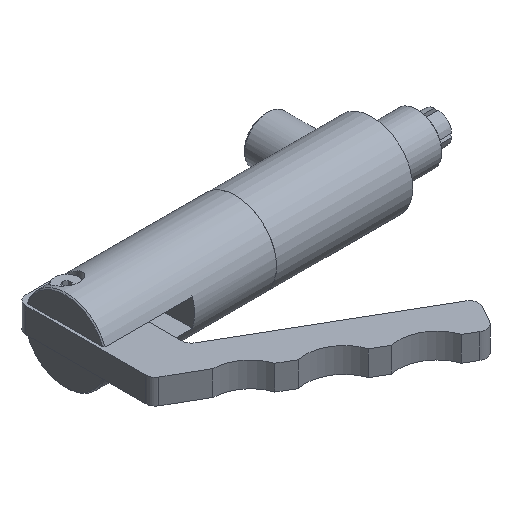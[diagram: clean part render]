
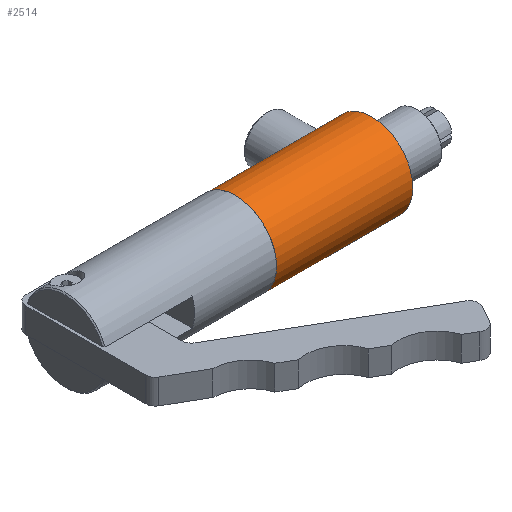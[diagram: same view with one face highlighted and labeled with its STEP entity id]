
A CAD part, isometric view. The second image highlights one B-rep face of the part: STEP entity #2514.
In plain terms, the highlighted cylindrical face has radius 13.462 mm (diameter 26.924 mm), a full revolution.
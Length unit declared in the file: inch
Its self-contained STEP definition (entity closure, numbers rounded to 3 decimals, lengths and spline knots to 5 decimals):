
#70=B_SPLINE_CURVE_WITH_KNOTS('',3,(#4187,#4188,#4189,#4190,#4191,#4192,
#4193,#4194,#4195,#4196,#4197,#4198,#4199,#4200,#4201,#4202,#4203,#4204,
#4205,#4206,#4207,#4208,#4209,#4210,#4211,#4212),.UNSPECIFIED.,.F.,.F.,
(4,2,2,2,2,2,2,2,2,2,2,2,4),(0.,0.29456,0.58913,0.88228,
1.17543,1.46859,1.76174,2.0563,2.35087,
2.64543,2.93999,3.23315,3.5263),
 .UNSPECIFIED.);
#71=B_SPLINE_CURVE_WITH_KNOTS('',3,(#4213,#4214,#4215,#4216,#4217,#4218,
#4219,#4220,#4221,#4222),.UNSPECIFIED.,.F.,.F.,(4,2,2,2,4),(3.5263,
3.81945,4.11261,4.40717,4.70174),
 .UNSPECIFIED.);
#84=FACE_BOUND('',#423,.T.);
#282=FACE_OUTER_BOUND('',#422,.T.);
#422=EDGE_LOOP('',(#2218,#2219,#2220,#2221,#2222,#2223));
#423=EDGE_LOOP('',(#2224,#2225));
#624=LINE('',#4335,#841);
#841=VECTOR('',#3333,0.53);
#969=CIRCLE('',#2741,0.53);
#970=CIRCLE('',#2742,0.53);
#971=CIRCLE('',#2744,0.53);
#972=CIRCLE('',#2745,0.53);
#1170=VERTEX_POINT('',#4184);
#1171=VERTEX_POINT('',#4186);
#1204=VERTEX_POINT('',#4326);
#1205=VERTEX_POINT('',#4327);
#1206=VERTEX_POINT('',#4331);
#1207=VERTEX_POINT('',#4332);
#1505=EDGE_CURVE('',#1171,#1170,#70,.T.);
#1506=EDGE_CURVE('',#1170,#1171,#71,.T.);
#1552=EDGE_CURVE('',#1204,#1205,#969,.T.);
#1553=EDGE_CURVE('',#1205,#1204,#970,.T.);
#1554=EDGE_CURVE('',#1206,#1207,#971,.T.);
#1555=EDGE_CURVE('',#1207,#1206,#972,.T.);
#1556=EDGE_CURVE('',#1207,#1205,#624,.T.);
#2218=ORIENTED_EDGE('',*,*,#1554,.F.);
#2219=ORIENTED_EDGE('',*,*,#1555,.F.);
#2220=ORIENTED_EDGE('',*,*,#1556,.T.);
#2221=ORIENTED_EDGE('',*,*,#1553,.T.);
#2222=ORIENTED_EDGE('',*,*,#1552,.T.);
#2223=ORIENTED_EDGE('',*,*,#1556,.F.);
#2224=ORIENTED_EDGE('',*,*,#1505,.T.);
#2225=ORIENTED_EDGE('',*,*,#1506,.T.);
#2406=CYLINDRICAL_SURFACE('',#2743,0.53);
#2514=ADVANCED_FACE('',(#282,#84),#2406,.T.);
#2741=AXIS2_PLACEMENT_3D('',#4328,#3323,#3324);
#2742=AXIS2_PLACEMENT_3D('',#4329,#3325,#3326);
#2743=AXIS2_PLACEMENT_3D('',#4330,#3327,#3328);
#2744=AXIS2_PLACEMENT_3D('',#4333,#3329,#3330);
#2745=AXIS2_PLACEMENT_3D('',#4334,#3331,#3332);
#3323=DIRECTION('center_axis',(1.,0.,0.));
#3324=DIRECTION('ref_axis',(0.,1.,0.));
#3325=DIRECTION('center_axis',(1.,0.,0.));
#3326=DIRECTION('ref_axis',(0.,1.,0.));
#3327=DIRECTION('center_axis',(1.,0.,0.));
#3328=DIRECTION('ref_axis',(0.,1.,0.));
#3329=DIRECTION('center_axis',(1.,0.,0.));
#3330=DIRECTION('ref_axis',(0.,1.,0.));
#3331=DIRECTION('center_axis',(1.,0.,0.));
#3332=DIRECTION('ref_axis',(0.,1.,0.));
#3333=DIRECTION('',(-1.,0.,0.));
#4184=CARTESIAN_POINT('',(3.862,0.53,0.));
#4186=CARTESIAN_POINT('',(3.563,0.43761,0.299));
#4187=CARTESIAN_POINT('Ctrl Pts',(3.563,0.43761,0.299));
#4188=CARTESIAN_POINT('Ctrl Pts',(3.52434,0.43761,0.299));
#4189=CARTESIAN_POINT('Ctrl Pts',(3.48397,0.44327,0.29109));
#4190=CARTESIAN_POINT('Ctrl Pts',(3.41071,0.46199,0.26036));
#4191=CARTESIAN_POINT('Ctrl Pts',(3.3777,0.47464,0.23755));
#4192=CARTESIAN_POINT('Ctrl Pts',(3.32557,0.49731,0.18542));
#4193=CARTESIAN_POINT('Ctrl Pts',(3.30268,0.50902,0.15238));
#4194=CARTESIAN_POINT('Ctrl Pts',(3.27187,0.52544,0.07893));
#4195=CARTESIAN_POINT('Ctrl Pts',(3.264,0.53,0.03847));
#4196=CARTESIAN_POINT('Ctrl Pts',(3.264,0.53,-0.03847));
#4197=CARTESIAN_POINT('Ctrl Pts',(3.27187,0.52544,-0.07893));
#4198=CARTESIAN_POINT('Ctrl Pts',(3.30268,0.50902,-0.15238));
#4199=CARTESIAN_POINT('Ctrl Pts',(3.32557,0.49731,-0.18542));
#4200=CARTESIAN_POINT('Ctrl Pts',(3.3777,0.47464,-0.23755));
#4201=CARTESIAN_POINT('Ctrl Pts',(3.41071,0.46199,-0.26036));
#4202=CARTESIAN_POINT('Ctrl Pts',(3.48397,0.44327,-0.29109));
#4203=CARTESIAN_POINT('Ctrl Pts',(3.52434,0.43761,-0.299));
#4204=CARTESIAN_POINT('Ctrl Pts',(3.60166,0.43761,-0.299));
#4205=CARTESIAN_POINT('Ctrl Pts',(3.64203,0.44327,-0.29109));
#4206=CARTESIAN_POINT('Ctrl Pts',(3.71529,0.46199,-0.26036));
#4207=CARTESIAN_POINT('Ctrl Pts',(3.7483,0.47464,-0.23755));
#4208=CARTESIAN_POINT('Ctrl Pts',(3.80043,0.49731,-0.18542));
#4209=CARTESIAN_POINT('Ctrl Pts',(3.82332,0.50902,-0.15238));
#4210=CARTESIAN_POINT('Ctrl Pts',(3.85413,0.52544,-0.07893));
#4211=CARTESIAN_POINT('Ctrl Pts',(3.862,0.53,-0.03847));
#4212=CARTESIAN_POINT('Ctrl Pts',(3.862,0.53,0.));
#4213=CARTESIAN_POINT('Ctrl Pts',(3.862,0.53,0.));
#4214=CARTESIAN_POINT('Ctrl Pts',(3.862,0.53,0.03847));
#4215=CARTESIAN_POINT('Ctrl Pts',(3.85413,0.52544,0.07893));
#4216=CARTESIAN_POINT('Ctrl Pts',(3.82332,0.50902,0.15238));
#4217=CARTESIAN_POINT('Ctrl Pts',(3.80043,0.49731,0.18542));
#4218=CARTESIAN_POINT('Ctrl Pts',(3.7483,0.47464,0.23755));
#4219=CARTESIAN_POINT('Ctrl Pts',(3.71529,0.46199,0.26036));
#4220=CARTESIAN_POINT('Ctrl Pts',(3.64203,0.44327,0.29109));
#4221=CARTESIAN_POINT('Ctrl Pts',(3.60166,0.43761,0.299));
#4222=CARTESIAN_POINT('Ctrl Pts',(3.563,0.43761,0.299));
#4326=CARTESIAN_POINT('',(2.196,0.53,0.));
#4327=CARTESIAN_POINT('',(2.196,-0.53,0.));
#4328=CARTESIAN_POINT('Origin',(2.196,0.,0.));
#4329=CARTESIAN_POINT('Origin',(2.196,0.,0.));
#4330=CARTESIAN_POINT('Origin',(3.0746,0.,0.));
#4331=CARTESIAN_POINT('',(3.9532,0.53,0.));
#4332=CARTESIAN_POINT('',(3.9532,-0.53,0.));
#4333=CARTESIAN_POINT('Origin',(3.9532,0.,0.));
#4334=CARTESIAN_POINT('Origin',(3.9532,0.,0.));
#4335=CARTESIAN_POINT('',(3.0746,-0.53,0.));
